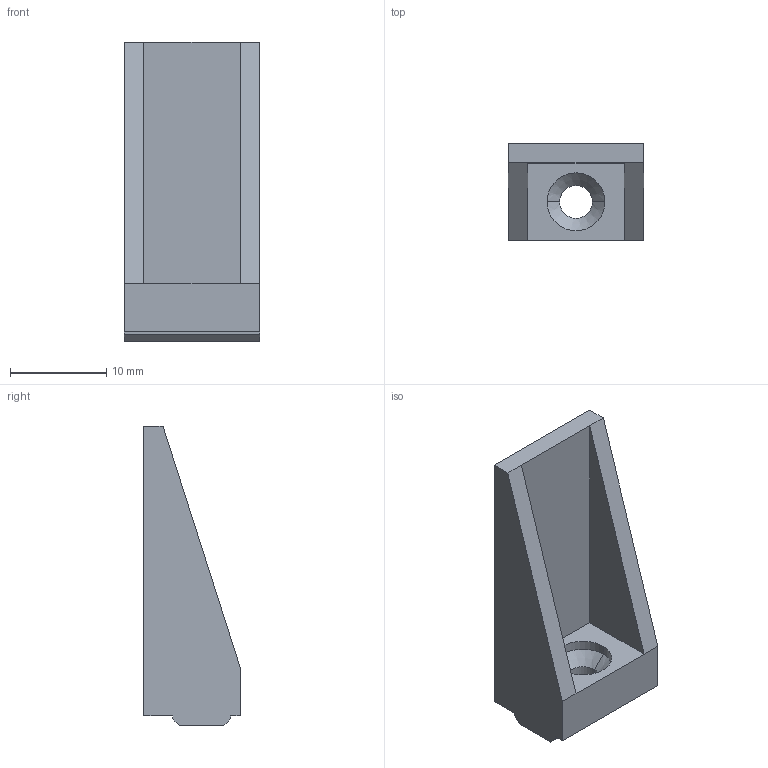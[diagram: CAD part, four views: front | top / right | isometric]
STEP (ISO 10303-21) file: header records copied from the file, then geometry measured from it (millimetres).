
FILE_DESCRIPTION (( 'STEP AP214' ), '1' );
FILE_NAME ('Coroplast Mount.STEP', '2018-11-30T09:42:23', ( '' ), ( '' ), 'SwSTEP 2.0', 'SolidWorks 2018', '' );
FILE_SCHEMA (( 'AUTOMOTIVE_DESIGN' ));
Length unit declared in the file: millimetre
Products named in the file (1): Coroplast Mount
Bounding box: 14 x 10 x 31 mm (x, y, z)
Volume: 1792.1 mm3; surface area: 1768.7 mm2
Topology: 1 solids, 1 shells, 24 faces, 58 edges, 36 vertices
Faces by surface type: plane 18, cylinder 4, cone 2
Entity records: 724 total; most frequent: CARTESIAN_POINT 119, DIRECTION 116, ORIENTED_EDGE 116, EDGE_CURVE 58, LINE 50, VECTOR 50, VERTEX_POINT 36, AXIS2_PLACEMENT_3D 33
